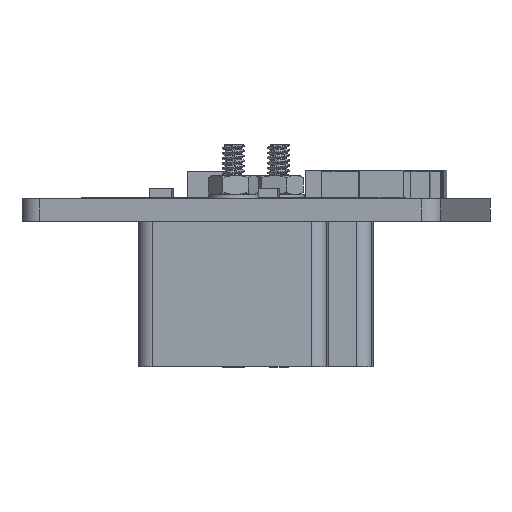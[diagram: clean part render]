
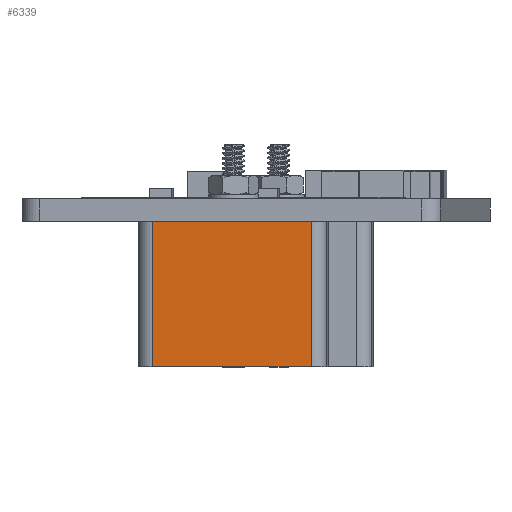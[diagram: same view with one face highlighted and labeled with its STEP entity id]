
A CAD part, left-side view. The second image highlights one B-rep face of the part: STEP entity #6339.
In plain terms, the highlighted face is planar.
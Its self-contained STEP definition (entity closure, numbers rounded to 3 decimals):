
#672=FACE_OUTER_BOUND('',#1050,.T.);
#1050=EDGE_LOOP('',(#4968,#4969,#4970,#4971));
#1773=LINE('',#9720,#2333);
#1774=LINE('',#9727,#2334);
#1775=LINE('',#9730,#2335);
#1776=LINE('',#9731,#2336);
#2333=VECTOR('',#8111,10.);
#2334=VECTOR('',#8120,10.);
#2335=VECTOR('',#8123,10.);
#2336=VECTOR('',#8124,10.);
#2795=VERTEX_POINT('',#9717);
#2796=VERTEX_POINT('',#9719);
#2798=VERTEX_POINT('',#9725);
#2799=VERTEX_POINT('',#9729);
#3562=EDGE_CURVE('',#2796,#2795,#1773,.T.);
#3566=EDGE_CURVE('',#2796,#2798,#1774,.T.);
#3567=EDGE_CURVE('',#2799,#2795,#1775,.T.);
#3568=EDGE_CURVE('',#2798,#2799,#1776,.T.);
#4968=ORIENTED_EDGE('',*,*,#3566,.F.);
#4969=ORIENTED_EDGE('',*,*,#3562,.T.);
#4970=ORIENTED_EDGE('',*,*,#3567,.F.);
#4971=ORIENTED_EDGE('',*,*,#3568,.F.);
#5941=PLANE('',#6946);
#6339=ADVANCED_FACE('',(#672),#5941,.T.);
#6946=AXIS2_PLACEMENT_3D('',#9728,#8121,#8122);
#8111=DIRECTION('',(1.,0.,0.));
#8120=DIRECTION('',(0.,1.,0.));
#8121=DIRECTION('center_axis',(0.,0.,1.));
#8122=DIRECTION('ref_axis',(1.,0.,0.));
#8123=DIRECTION('',(0.,-1.,0.));
#8124=DIRECTION('',(1.,0.,0.));
#9717=CARTESIAN_POINT('',(-1.,0.,0.));
#9719=CARTESIAN_POINT('',(-12.,0.,0.));
#9720=CARTESIAN_POINT('',(-13.,0.,0.));
#9725=CARTESIAN_POINT('',(-12.,10.06,0.));
#9727=CARTESIAN_POINT('',(-12.,0.,0.));
#9728=CARTESIAN_POINT('Origin',(-13.,0.,0.));
#9729=CARTESIAN_POINT('',(-1.,10.06,0.));
#9730=CARTESIAN_POINT('',(-1.,0.,0.));
#9731=CARTESIAN_POINT('',(-13.,10.06,0.));
